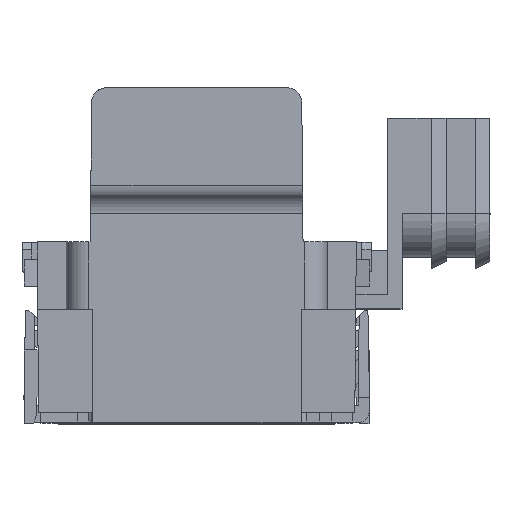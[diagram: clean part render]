
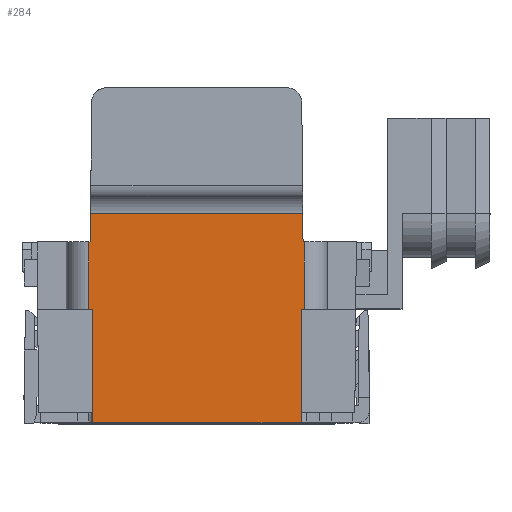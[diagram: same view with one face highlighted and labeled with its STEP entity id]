
A CAD part, top view. The second image highlights one B-rep face of the part: STEP entity #284.
In plain terms, the highlighted planar face has unit normal (0, -0.009, 1).
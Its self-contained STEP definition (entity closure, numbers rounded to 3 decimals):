
#284=ADVANCED_FACE('',(#1331),#813,.T.);
#813=PLANE('',#10875);
#1331=FACE_OUTER_BOUND('',#1899,.T.);
#1899=EDGE_LOOP('',(#3189,#3190,#3191,#3192,#3193,#3194,#3195,#3196,#3197,
#3198,#3199,#3200));
#3189=ORIENTED_EDGE('',*,*,#6801,.F.);
#3190=ORIENTED_EDGE('',*,*,#7014,.F.);
#3191=ORIENTED_EDGE('',*,*,#7015,.F.);
#3192=ORIENTED_EDGE('',*,*,#7016,.F.);
#3193=ORIENTED_EDGE('',*,*,#7017,.F.);
#3194=ORIENTED_EDGE('',*,*,#7018,.F.);
#3195=ORIENTED_EDGE('',*,*,#7019,.T.);
#3196=ORIENTED_EDGE('',*,*,#7020,.F.);
#3197=ORIENTED_EDGE('',*,*,#7021,.F.);
#3198=ORIENTED_EDGE('',*,*,#6866,.F.);
#3199=ORIENTED_EDGE('',*,*,#6809,.T.);
#3200=ORIENTED_EDGE('',*,*,#7022,.T.);
#5755=VERTEX_POINT('',#14913);
#5756=VERTEX_POINT('',#14915);
#5760=VERTEX_POINT('',#14930);
#5761=VERTEX_POINT('',#14932);
#5784=VERTEX_POINT('',#15066);
#5899=VERTEX_POINT('',#15361);
#5900=VERTEX_POINT('',#15363);
#5901=VERTEX_POINT('',#15365);
#5902=VERTEX_POINT('',#15367);
#5903=VERTEX_POINT('',#15369);
#5904=VERTEX_POINT('',#15371);
#5905=VERTEX_POINT('',#15373);
#6801=EDGE_CURVE('',#5755,#5756,#8299,.T.);
#6809=EDGE_CURVE('',#5761,#5760,#8306,.T.);
#6866=EDGE_CURVE('',#5761,#5784,#8354,.T.);
#7014=EDGE_CURVE('',#5899,#5755,#8496,.T.);
#7015=EDGE_CURVE('',#5900,#5899,#8497,.T.);
#7016=EDGE_CURVE('',#5901,#5900,#8498,.T.);
#7017=EDGE_CURVE('',#5902,#5901,#8499,.T.);
#7018=EDGE_CURVE('',#5903,#5902,#8500,.T.);
#7019=EDGE_CURVE('',#5903,#5904,#8501,.T.);
#7020=EDGE_CURVE('',#5905,#5904,#8502,.T.);
#7021=EDGE_CURVE('',#5784,#5905,#8503,.T.);
#7022=EDGE_CURVE('',#5760,#5756,#8504,.T.);
#8299=LINE('',#14914,#9738);
#8306=LINE('',#14931,#9745);
#8354=LINE('',#15065,#9793);
#8496=LINE('',#15360,#9935);
#8497=LINE('',#15362,#9936);
#8498=LINE('',#15364,#9937);
#8499=LINE('',#15366,#9938);
#8500=LINE('',#15368,#9939);
#8501=LINE('',#15370,#9940);
#8502=LINE('',#15372,#9941);
#8503=LINE('',#15374,#9942);
#8504=LINE('',#15375,#9943);
#9738=VECTOR('',#11898,1.);
#9745=VECTOR('',#11907,1.);
#9793=VECTOR('',#12031,1.);
#9935=VECTOR('',#12249,1.);
#9936=VECTOR('',#12250,1.);
#9937=VECTOR('',#12251,1.);
#9938=VECTOR('',#12252,1.);
#9939=VECTOR('',#12253,1.);
#9940=VECTOR('',#12254,1.);
#9941=VECTOR('',#12255,1.);
#9942=VECTOR('',#12256,1.);
#9943=VECTOR('',#12257,1.);
#10875=AXIS2_PLACEMENT_3D('',#15376,#12258,#12259);
#11898=DIRECTION('',(0.,-1.,-0.009));
#11907=DIRECTION('',(0.,-1.,-0.009));
#12031=DIRECTION('',(-1.,0.,0.));
#12249=DIRECTION('',(-1.,0.,0.));
#12250=DIRECTION('',(0.,-1.,-0.009));
#12251=DIRECTION('',(1.,0.,0.));
#12252=DIRECTION('',(0.009,-1.,-0.009));
#12253=DIRECTION('',(1.,0.,0.));
#12254=DIRECTION('',(-0.009,-1.,-0.009));
#12255=DIRECTION('',(1.,0.,0.));
#12256=DIRECTION('',(0.,1.,0.009));
#12257=DIRECTION('',(1.,0.,0.));
#12258=DIRECTION('',(0.,-0.009,1.));
#12259=DIRECTION('',(0.,-1.,-0.009));
#14913=CARTESIAN_POINT('',(14.25,15.5,25.035));
#14914=CARTESIAN_POINT('',(14.25,0.,24.9));
#14915=CARTESIAN_POINT('',(14.25,0.,24.9));
#14930=CARTESIAN_POINT('',(-14.25,0.,24.9));
#14931=CARTESIAN_POINT('',(-14.25,0.,24.9));
#14932=CARTESIAN_POINT('',(-14.25,15.5,25.035));
#15065=CARTESIAN_POINT('',(-11.75,15.5,25.035));
#15066=CARTESIAN_POINT('',(-14.7,15.5,25.035));
#15360=CARTESIAN_POINT('',(-21.55,15.5,25.035));
#15361=CARTESIAN_POINT('',(14.7,15.5,25.035));
#15362=CARTESIAN_POINT('',(14.7,0.,24.9));
#15363=CARTESIAN_POINT('',(14.7,24.7,25.116));
#15364=CARTESIAN_POINT('',(-21.55,24.7,25.116));
#15365=CARTESIAN_POINT('',(14.5,24.7,25.116));
#15366=CARTESIAN_POINT('',(14.713,0.316,24.903));
#15367=CARTESIAN_POINT('',(14.467,28.527,25.149));
#15368=CARTESIAN_POINT('',(14.3,28.527,25.149));
#15369=CARTESIAN_POINT('',(-14.467,28.527,25.149));
#15370=CARTESIAN_POINT('',(-14.507,23.913,25.109));
#15371=CARTESIAN_POINT('',(-14.5,24.7,25.116));
#15372=CARTESIAN_POINT('',(-21.55,24.7,25.116));
#15373=CARTESIAN_POINT('',(-14.7,24.7,25.116));
#15374=CARTESIAN_POINT('',(-14.7,24.7,25.116));
#15375=CARTESIAN_POINT('',(-21.55,0.,24.9));
#15376=CARTESIAN_POINT('',(-21.55,0.,24.9));
